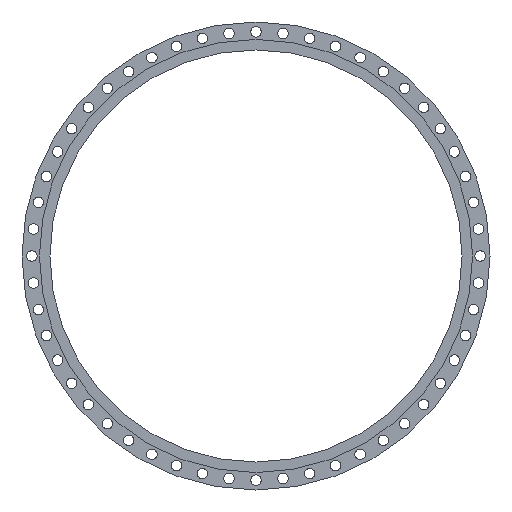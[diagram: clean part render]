
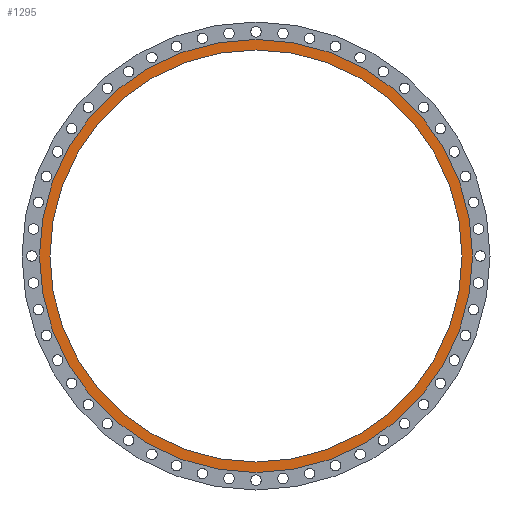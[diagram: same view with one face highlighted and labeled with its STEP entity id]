
A CAD part, left-side view. The second image highlights one B-rep face of the part: STEP entity #1295.
In plain terms, the highlighted planar face has unit normal (-1, 0, 0).
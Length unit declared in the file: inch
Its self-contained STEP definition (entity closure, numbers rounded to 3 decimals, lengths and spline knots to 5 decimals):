
#103 = EDGE_CURVE ( 'NONE', #561, #3435, #834, .T. ) ;
#138 = AXIS2_PLACEMENT_3D ( 'NONE', #1553, #2535, #616 ) ;
#140 = CIRCLE ( 'NONE', #3127, 22.125 ) ;
#141 = DIRECTION ( 'NONE',  ( 0., 0., 1. ) ) ;
#175 = VERTEX_POINT ( 'NONE', #1956 ) ;
#178 = ORIENTED_EDGE ( 'NONE', *, *, #829, .F. ) ;
#283 = DIRECTION ( 'NONE',  ( -1., 0., 0. ) ) ;
#340 = CARTESIAN_POINT ( 'NONE',  ( -0.14414, 0., 22.125 ) ) ;
#546 = DIRECTION ( 'NONE',  ( -1., 0., 0. ) ) ;
#561 = VERTEX_POINT ( 'NONE', #1198 ) ;
#568 = ORIENTED_EDGE ( 'NONE', *, *, #707, .F. ) ;
#616 = DIRECTION ( 'NONE',  ( 0., 0., 1. ) ) ;
#707 = EDGE_CURVE ( 'NONE', #2844, #175, #140, .T. ) ;
#773 = DIRECTION ( 'NONE',  ( 0., 0., 1. ) ) ;
#828 = AXIS2_PLACEMENT_3D ( 'NONE', #3159, #546, #141 ) ;
#829 = EDGE_CURVE ( 'NONE', #175, #2844, #1068, .T. ) ;
#834 = CIRCLE ( 'NONE', #138, 23.25 ) ;
#1068 = CIRCLE ( 'NONE', #3928, 22.125 ) ;
#1087 = FACE_BOUND ( 'NONE', #2332, .T. ) ;
#1119 = DIRECTION ( 'NONE',  ( -1., 0., 0. ) ) ;
#1198 = CARTESIAN_POINT ( 'NONE',  ( -0.14414, 0., -23.25 ) ) ;
#1295 = ADVANCED_FACE ( 'NONE', ( #3364, #1087 ), #3073, .T. ) ;
#1553 = CARTESIAN_POINT ( 'NONE',  ( -0.14414, 0., 0. ) ) ;
#1662 = ORIENTED_EDGE ( 'NONE', *, *, #103, .T. ) ;
#1684 = DIRECTION ( 'NONE',  ( 0., 0., 1. ) ) ;
#1751 = CARTESIAN_POINT ( 'NONE',  ( -0.14414, 0., 0. ) ) ;
#1956 = CARTESIAN_POINT ( 'NONE',  ( -0.14414, 0., -22.125 ) ) ;
#2332 = EDGE_LOOP ( 'NONE', ( #568, #178 ) ) ;
#2422 = CARTESIAN_POINT ( 'NONE',  ( -0.14414, 0., 0. ) ) ;
#2503 = ORIENTED_EDGE ( 'NONE', *, *, #3373, .T. ) ;
#2535 = DIRECTION ( 'NONE',  ( -1., 0., 0. ) ) ;
#2603 = CARTESIAN_POINT ( 'NONE',  ( -0.14414, 0., 23.25 ) ) ;
#2841 = CIRCLE ( 'NONE', #828, 23.25 ) ;
#2844 = VERTEX_POINT ( 'NONE', #340 ) ;
#2985 = CARTESIAN_POINT ( 'NONE',  ( -0.14414, 0., 0. ) ) ;
#3031 = DIRECTION ( 'NONE',  ( 0., 0., 1. ) ) ;
#3073 = PLANE ( 'NONE',  #4150 ) ;
#3127 = AXIS2_PLACEMENT_3D ( 'NONE', #2985, #283, #1684 ) ;
#3159 = CARTESIAN_POINT ( 'NONE',  ( -0.14414, 0., 0. ) ) ;
#3364 = FACE_OUTER_BOUND ( 'NONE', #3517, .T. ) ;
#3373 = EDGE_CURVE ( 'NONE', #3435, #561, #2841, .T. ) ;
#3435 = VERTEX_POINT ( 'NONE', #2603 ) ;
#3517 = EDGE_LOOP ( 'NONE', ( #2503, #1662 ) ) ;
#3762 = DIRECTION ( 'NONE',  ( -1., 0., 0. ) ) ;
#3928 = AXIS2_PLACEMENT_3D ( 'NONE', #1751, #1119, #3031 ) ;
#4150 = AXIS2_PLACEMENT_3D ( 'NONE', #2422, #3762, #773 ) ;
